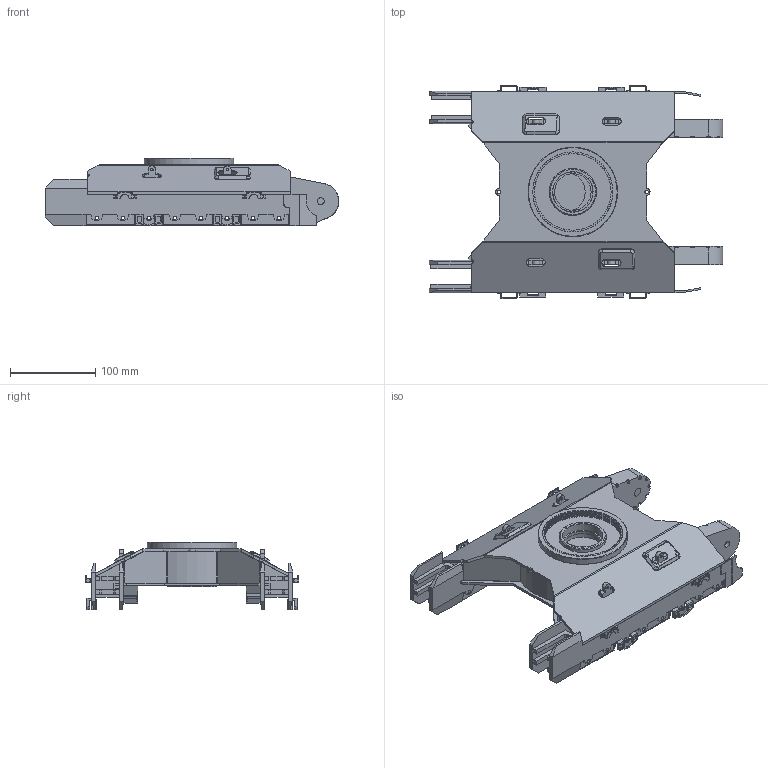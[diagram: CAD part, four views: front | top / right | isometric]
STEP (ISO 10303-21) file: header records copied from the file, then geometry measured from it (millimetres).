
FILE_DESCRIPTION(/* description */ (''),/* implementation_level */ '2;1');
FILE_NAME(/* name */ 'Telarunko.step',/* time_stamp */ '2024-09-24T14:55:11+03:00',/* author */ (''),/* organization */ (''),/* preprocessor_version */ 'ST-DEVELOPER v20',/* originating_system */ 'Autodesk Translation Framework v13.20.0.188',/* authorisation */ '');
FILE_SCHEMA (('AUTOMOTIVE_DESIGN { 1 0 10303 214 3 1 1 }'));
Products named in the file (1): Telarunko
Bounding box: 344.1 x 250 x 79.3 mm (x, y, z)
Volume: 635599.8 mm3; surface area: 388700.7 mm2
Topology: 1 solids, 2 shells, 1779 faces, 5108 edges, 3306 vertices
Faces by surface type: plane 1281, cylinder 477, cone 21
Full cylindrical faces by diameter (mm): 1 x8, 2 x2, 3 x5, 4 x40, 8 x2, 10 x2, 14 x2, 42.845 x1, 46 x1, 47 x2, 55 x2, 55.2 x1, 58 x1, 72 x1, 105 x1
Entity records: 58122 total; most frequent: CARTESIAN_POINT 10298, ORIENTED_EDGE 10220, DIRECTION 9712, EDGE_CURVE 5110, LINE 4052, VECTOR 4052, VERTEX_POINT 3306, AXIS2_PLACEMENT_3D 2830
